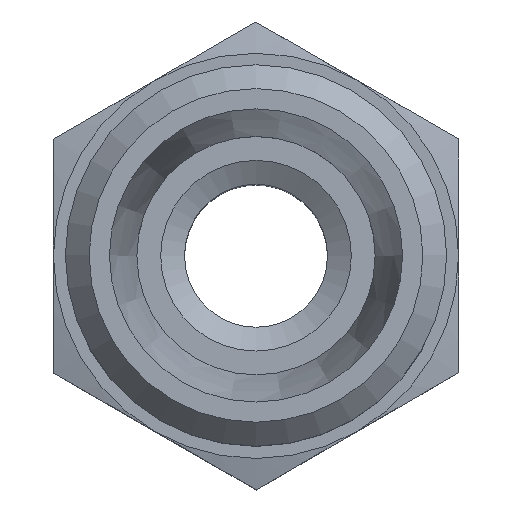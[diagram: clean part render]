
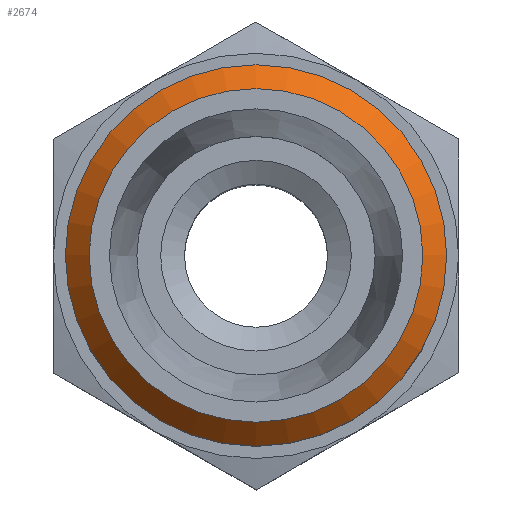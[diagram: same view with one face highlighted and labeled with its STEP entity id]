
A CAD part, top view. The second image highlights one B-rep face of the part: STEP entity #2674.
In plain terms, the highlighted conical face has half-angle 45 degrees and reference radius 7.5 mm.
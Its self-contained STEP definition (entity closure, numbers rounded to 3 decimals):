
#2640=CARTESIAN_POINT('',(2.564,10.479,29.0));
#2641=VERTEX_POINT('',#2640);
#2642=CARTESIAN_POINT('',(-5.436,10.479,29.0));
#2643=DIRECTION('',(0.0,0.0,1.0));
#2644=DIRECTION('',(-1.0,0.0,0.0));
#2645=AXIS2_PLACEMENT_3D('',#2642,#2643,#2644);
#2646=CIRCLE('',#2645,8.0);
#2647=EDGE_CURVE('',#2641,#2641,#2646,.T.);
#2655=CARTESIAN_POINT('',(-5.436,10.479,29.5));
#2656=DIRECTION('',(0.0,0.0,-1.0));
#2657=DIRECTION('',(-1.0,0.0,0.0));
#2658=AXIS2_PLACEMENT_3D('',#2655,#2656,#2657);
#2659=CONICAL_SURFACE('',#2658,7.5,45.);
#2660=ORIENTED_EDGE('',*,*,#2647,.T.);
#2661=EDGE_LOOP('',(#2660));
#2662=FACE_OUTER_BOUND('',#2661,.T.);
#2663=CARTESIAN_POINT('',(1.564,10.479,30.0));
#2664=VERTEX_POINT('',#2663);
#2665=CARTESIAN_POINT('',(-5.436,10.479,30.0));
#2666=DIRECTION('',(0.0,0.0,-1.0));
#2667=DIRECTION('',(-1.0,0.0,0.0));
#2668=AXIS2_PLACEMENT_3D('',#2665,#2666,#2667);
#2669=CIRCLE('',#2668,7.0);
#2670=EDGE_CURVE('',#2664,#2664,#2669,.T.);
#2671=ORIENTED_EDGE('',*,*,#2670,.T.);
#2672=EDGE_LOOP('',(#2671));
#2673=FACE_BOUND('',#2672,.T.);
#2674=ADVANCED_FACE('',(#2662,#2673),#2659,.T.);
